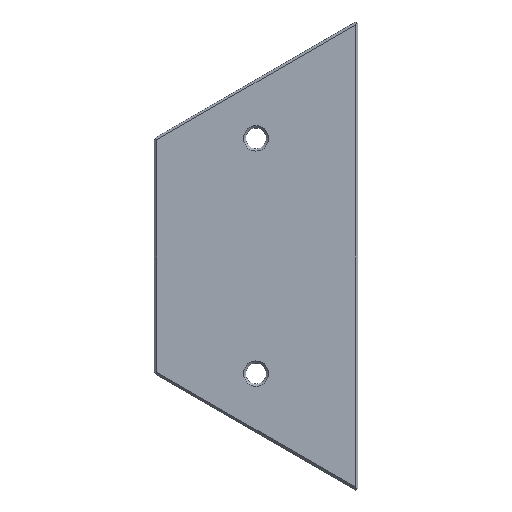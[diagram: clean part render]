
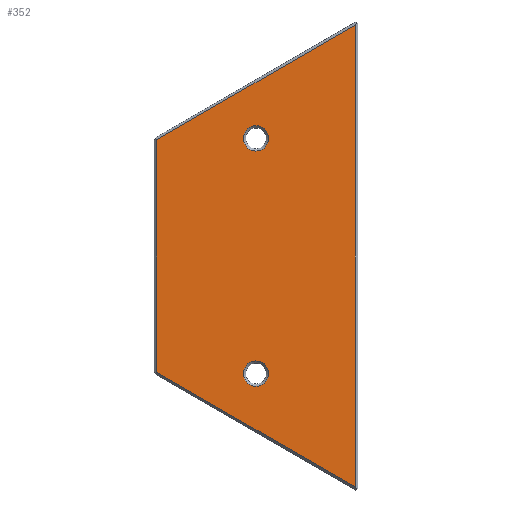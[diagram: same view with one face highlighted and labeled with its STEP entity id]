
A CAD part, left-side view. The second image highlights one B-rep face of the part: STEP entity #352.
In plain terms, the highlighted planar face has unit normal (-1, 0, 0).
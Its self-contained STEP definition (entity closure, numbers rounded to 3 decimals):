
#19=FACE_BOUND('',#61,.T.);
#20=FACE_BOUND('',#62,.T.);
#23=CIRCLE('',#385,2.15);
#24=CIRCLE('',#386,2.15);
#42=FACE_OUTER_BOUND('',#60,.T.);
#60=EDGE_LOOP('',(#287,#288,#289,#290));
#61=EDGE_LOOP('',(#291));
#62=EDGE_LOOP('',(#292));
#77=LINE('',#509,#117);
#84=LINE('',#522,#124);
#93=LINE('',#540,#133);
#100=LINE('',#553,#140);
#117=VECTOR('',#411,10.);
#124=VECTOR('',#420,10.);
#133=VECTOR('',#435,10.);
#140=VECTOR('',#446,10.);
#156=VERTEX_POINT('',#506);
#157=VERTEX_POINT('',#508);
#162=VERTEX_POINT('',#520);
#168=VERTEX_POINT('',#538);
#175=VERTEX_POINT('',#565);
#176=VERTEX_POINT('',#567);
#189=EDGE_CURVE('',#156,#157,#77,.T.);
#196=EDGE_CURVE('',#162,#156,#84,.T.);
#205=EDGE_CURVE('',#168,#162,#93,.T.);
#212=EDGE_CURVE('',#157,#168,#100,.T.);
#218=EDGE_CURVE('',#175,#175,#23,.T.);
#219=EDGE_CURVE('',#176,#176,#24,.T.);
#287=ORIENTED_EDGE('',*,*,#196,.F.);
#288=ORIENTED_EDGE('',*,*,#205,.F.);
#289=ORIENTED_EDGE('',*,*,#212,.F.);
#290=ORIENTED_EDGE('',*,*,#189,.F.);
#291=ORIENTED_EDGE('',*,*,#218,.F.);
#292=ORIENTED_EDGE('',*,*,#219,.F.);
#338=PLANE('',#384);
#352=ADVANCED_FACE('',(#42,#19,#20),#338,.T.);
#384=AXIS2_PLACEMENT_3D('',#564,#458,#459);
#385=AXIS2_PLACEMENT_3D('',#566,#460,#461);
#386=AXIS2_PLACEMENT_3D('',#568,#462,#463);
#411=DIRECTION('',(0.,0.,-1.));
#420=DIRECTION('',(0.,-0.866,0.5));
#435=DIRECTION('',(0.,0.,1.));
#446=DIRECTION('',(0.,0.866,0.5));
#458=DIRECTION('center_axis',(-1.,0.,0.));
#459=DIRECTION('ref_axis',(0.,0.,1.));
#460=DIRECTION('center_axis',(-1.,0.,0.));
#461=DIRECTION('ref_axis',(0.,1.,0.));
#462=DIRECTION('center_axis',(-1.,0.,0.));
#463=DIRECTION('ref_axis',(0.,1.,0.));
#506=CARTESIAN_POINT('',(0.,0.4,39.307));
#508=CARTESIAN_POINT('',(0.,0.4,-39.307));
#509=CARTESIAN_POINT('',(0.,0.4,-20.));
#520=CARTESIAN_POINT('',(0.,34.241,19.769));
#522=CARTESIAN_POINT('',(0.,14.955,30.904));
#538=CARTESIAN_POINT('',(0.,34.241,-19.769));
#540=CARTESIAN_POINT('',(0.,34.241,10.));
#553=CARTESIAN_POINT('',(0.,32.276,-20.904));
#564=CARTESIAN_POINT('Origin',(0.,17.321,0.));
#565=CARTESIAN_POINT('',(0.,15.171,-20.));
#566=CARTESIAN_POINT('Origin',(0.,17.321,-20.));
#567=CARTESIAN_POINT('',(0.,15.171,20.));
#568=CARTESIAN_POINT('Origin',(0.,17.321,20.));
